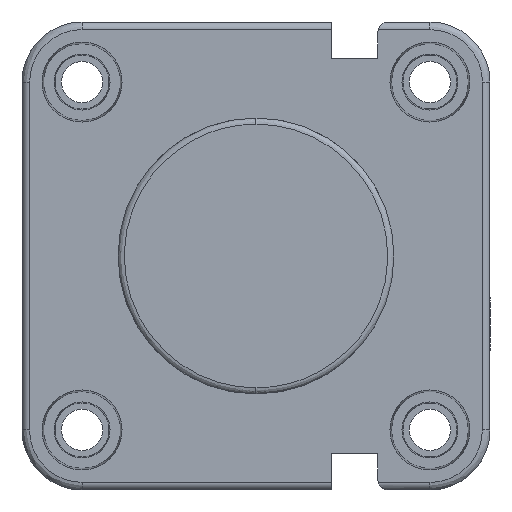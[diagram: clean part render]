
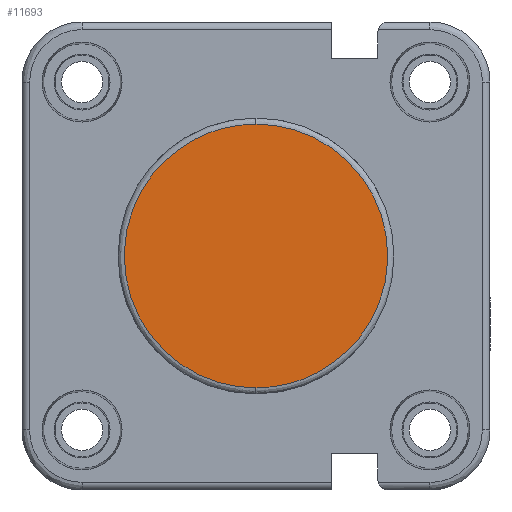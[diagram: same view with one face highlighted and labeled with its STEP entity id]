
A CAD part, left-side view. The second image highlights one B-rep face of the part: STEP entity #11693.
In plain terms, the highlighted planar face has unit normal (-1, 0, 0).
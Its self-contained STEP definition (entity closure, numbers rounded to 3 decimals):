
#654 = CARTESIAN_POINT ( 'NONE',  ( -37.136, 59.863, 45.092 ) ) ;
#870 = ORIENTED_EDGE ( 'NONE', *, *, #4632, .F. ) ;
#1467 =( BOUNDED_CURVE ( )  B_SPLINE_CURVE ( 3, ( #11621, #24974, #32832, #27396 ),
 .UNSPECIFIED., .F., .F. ) 
 B_SPLINE_CURVE_WITH_KNOTS ( ( 4, 4 ),
 ( 0., 1. ),
 .UNSPECIFIED. ) 
 CURVE ( )  GEOMETRIC_REPRESENTATION_ITEM ( )  RATIONAL_B_SPLINE_CURVE ( ( 1., 0.333, 0.333, 1. ) ) 
 REPRESENTATION_ITEM ( '' )  );
#4632 = EDGE_CURVE ( 'NONE', #20553, #13892, #1467, .T. ) ;
#4643 =( BOUNDED_CURVE ( )  B_SPLINE_CURVE ( 3, ( #654, #18608, #11055, #29385 ),
 .UNSPECIFIED., .F., .F. ) 
 B_SPLINE_CURVE_WITH_KNOTS ( ( 4, 4 ),
 ( 0., 1. ),
 .UNSPECIFIED. ) 
 CURVE ( )  GEOMETRIC_REPRESENTATION_ITEM ( )  RATIONAL_B_SPLINE_CURVE ( ( 1., 0.333, 0.333, 1. ) ) 
 REPRESENTATION_ITEM ( '' )  );
#8329 = EDGE_LOOP ( 'NONE', ( #32011, #870 ) ) ;
#11055 = CARTESIAN_POINT ( 'NONE',  ( -37.136, 102.663, 87.892 ) ) ;
#11621 = CARTESIAN_POINT ( 'NONE',  ( -37.136, 59.863, 87.892 ) ) ;
#11693 = ADVANCED_FACE ( 'NONE', ( #20727 ), #21071, .T. ) ;
#12627 = AXIS2_PLACEMENT_3D ( 'NONE', #18312, #26383, #31152 ) ;
#12954 = CARTESIAN_POINT ( 'NONE',  ( -37.136, 59.863, 45.092 ) ) ;
#13892 = VERTEX_POINT ( 'NONE', #12954 ) ;
#18312 = CARTESIAN_POINT ( 'NONE',  ( -37.136, 59.863, 66.492 ) ) ;
#18608 = CARTESIAN_POINT ( 'NONE',  ( -37.136, 102.663, 45.092 ) ) ;
#20553 = VERTEX_POINT ( 'NONE', #22228 ) ;
#20727 = FACE_OUTER_BOUND ( 'NONE', #8329, .T. ) ;
#21071 = PLANE ( 'NONE',  #12627 ) ;
#22228 = CARTESIAN_POINT ( 'NONE',  ( -37.136, 59.863, 87.892 ) ) ;
#22692 = EDGE_CURVE ( 'NONE', #13892, #20553, #4643, .T. ) ;
#24974 = CARTESIAN_POINT ( 'NONE',  ( -37.136, 17.063, 87.892 ) ) ;
#26383 = DIRECTION ( 'NONE',  ( -1., 0., 0. ) ) ;
#27396 = CARTESIAN_POINT ( 'NONE',  ( -37.136, 59.863, 45.092 ) ) ;
#29385 = CARTESIAN_POINT ( 'NONE',  ( -37.136, 59.863, 87.892 ) ) ;
#31152 = DIRECTION ( 'NONE',  ( 0., 0., 1. ) ) ;
#32011 = ORIENTED_EDGE ( 'NONE', *, *, #22692, .F. ) ;
#32832 = CARTESIAN_POINT ( 'NONE',  ( -37.136, 17.063, 45.092 ) ) ;
